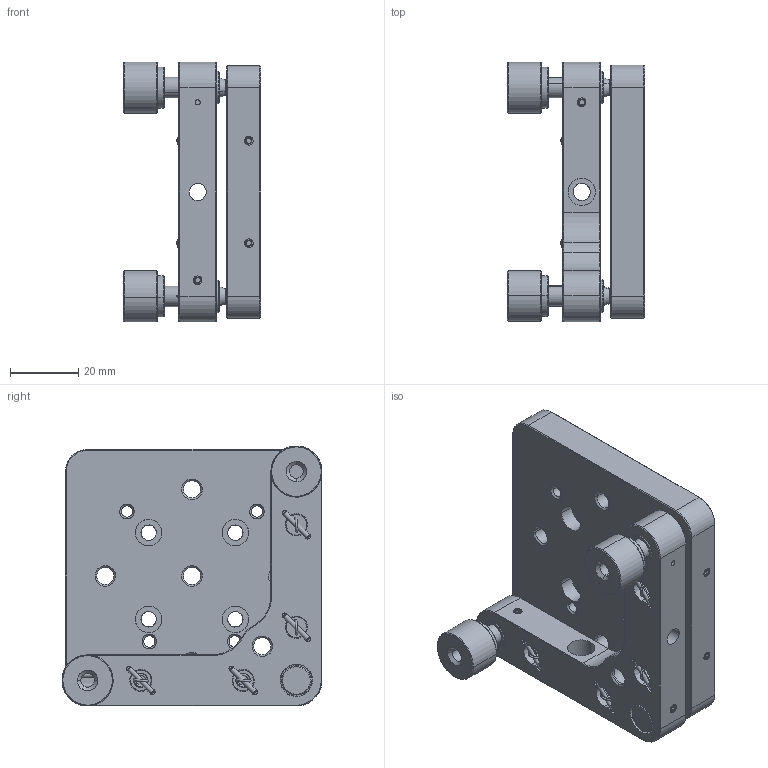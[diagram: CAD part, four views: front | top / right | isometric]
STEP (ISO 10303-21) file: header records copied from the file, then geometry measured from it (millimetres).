
FILE_DESCRIPTION (( 'STEP AP203' ), '1' );
FILE_NAME ('1.1.STEP', '2021-02-26T02:19:20', ( '' ), ( '' ), 'SwSTEP 2.0', 'SolidWorks 2020', '' );
FILE_SCHEMA (( 'CONFIG_CONTROL_DESIGN' ));
Length unit declared in the file: millimetre
Products named in the file (6): 1.1.sldasm-Part-4; 1.1.sldasm-Part-5; 1.1.sldasm-Part-3; 1.1; 1.1.sldasm-Part-1; 1.1.sldasm-Part-2
Assembly tree (5 placements, depth 2):
  1.1
    1.1.sldasm-Part-1
    1.1.sldasm-Part-2
    1.1.sldasm-Part-3
    1.1.sldasm-Part-4
    1.1.sldasm-Part-5
Bounding box: 40.34 x 76.2 x 76.2 mm (x, y, z)
Volume: 70.2 mm3; surface area: 27923.4 mm2
Topology: 4 solids, 67 shells, 397 faces, 1116 edges, 782 vertices
Faces by surface type: bspline 274, plane 123
Entity records: 47170 total; most frequent: CARTESIAN_POINT 38051, ORIENTED_EDGE 1892, DIRECTION 1182, EDGE_CURVE 1116, VERTEX_POINT 782, LINE 496, VECTOR 496, EDGE_LOOP 483
